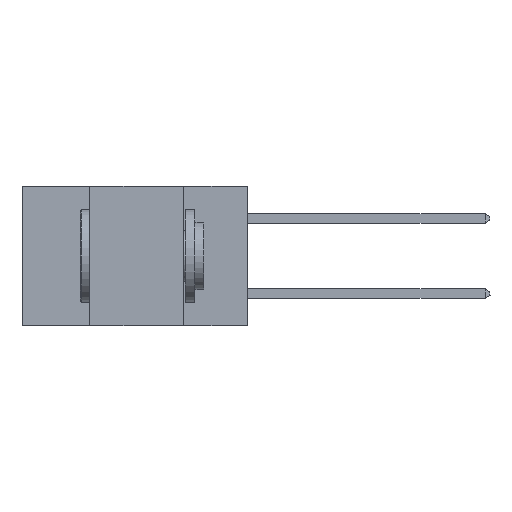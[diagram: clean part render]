
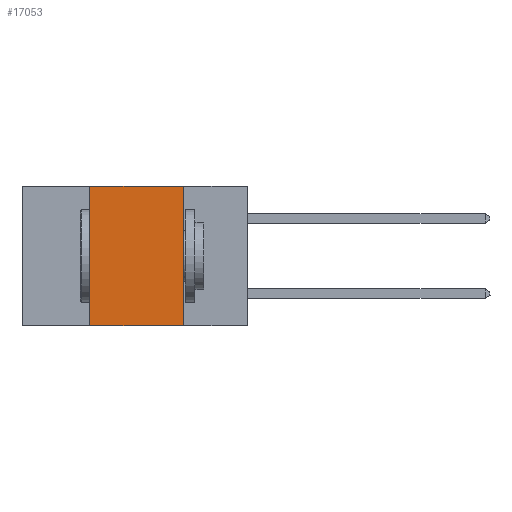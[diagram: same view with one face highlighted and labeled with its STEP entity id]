
A CAD part, left-side view. The second image highlights one B-rep face of the part: STEP entity #17053.
In plain terms, the highlighted planar face has unit normal (-1, 0, 0).
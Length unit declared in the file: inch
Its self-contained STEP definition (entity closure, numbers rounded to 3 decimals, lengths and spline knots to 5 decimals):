
#448 = PLANE ( 'NONE',  #8208 ) ;
#480 = EDGE_CURVE ( 'NONE', #19409, #13046, #18862, .T. ) ;
#1238 = CARTESIAN_POINT ( 'NONE',  ( 0., 0.17, 0. ) ) ;
#3063 = DIRECTION ( 'NONE',  ( 0., -1., 0. ) ) ;
#3671 = FACE_OUTER_BOUND ( 'NONE', #8127, .T. ) ;
#4431 = CARTESIAN_POINT ( 'NONE',  ( 0., 0.6, 0. ) ) ;
#4468 = LINE ( 'NONE', #6452, #9407 ) ;
#4510 = VERTEX_POINT ( 'NONE', #1238 ) ;
#4985 = CARTESIAN_POINT ( 'NONE',  ( 0., 0.42, 0. ) ) ;
#5374 = CARTESIAN_POINT ( 'NONE',  ( 0., 0.6, 0. ) ) ;
#5498 = ORIENTED_EDGE ( 'NONE', *, *, #10528, .F. ) ;
#5600 = LINE ( 'NONE', #4431, #16697 ) ;
#6233 = EDGE_CURVE ( 'NONE', #19409, #16389, #15495, .T. ) ;
#6288 = VECTOR ( 'NONE', #16828, 39.37008 ) ;
#6452 = CARTESIAN_POINT ( 'NONE',  ( 0., 0.17, 0. ) ) ;
#6901 = ORIENTED_EDGE ( 'NONE', *, *, #13550, .F. ) ;
#8127 = EDGE_LOOP ( 'NONE', ( #5498, #6901, #8185, #15861 ) ) ;
#8185 = ORIENTED_EDGE ( 'NONE', *, *, #480, .F. ) ;
#8208 = AXIS2_PLACEMENT_3D ( 'NONE', #5374, #19384, #19452 ) ;
#8967 = CARTESIAN_POINT ( 'NONE',  ( 0., 0.42, 0. ) ) ;
#9407 = VECTOR ( 'NONE', #10943, 39.37008 ) ;
#10528 = EDGE_CURVE ( 'NONE', #4510, #16389, #4468, .T. ) ;
#10943 = DIRECTION ( 'NONE',  ( 0., 0., -1. ) ) ;
#11432 = CARTESIAN_POINT ( 'NONE',  ( 0., 0.17, -0.37 ) ) ;
#11448 = CARTESIAN_POINT ( 'NONE',  ( 0., 0.42, -0.37 ) ) ;
#12492 = DIRECTION ( 'NONE',  ( 0., -1., 0. ) ) ;
#12518 = CARTESIAN_POINT ( 'NONE',  ( 0., 0.6, -0.37 ) ) ;
#13046 = VERTEX_POINT ( 'NONE', #4985 ) ;
#13550 = EDGE_CURVE ( 'NONE', #13046, #4510, #5600, .T. ) ;
#15495 = LINE ( 'NONE', #12518, #17975 ) ;
#15861 = ORIENTED_EDGE ( 'NONE', *, *, #6233, .T. ) ;
#16389 = VERTEX_POINT ( 'NONE', #11432 ) ;
#16697 = VECTOR ( 'NONE', #12492, 39.37008 ) ;
#16828 = DIRECTION ( 'NONE',  ( 0., 0., 1. ) ) ;
#17053 = ADVANCED_FACE ( 'NONE', ( #3671 ), #448, .F. ) ;
#17975 = VECTOR ( 'NONE', #3063, 39.37008 ) ;
#18862 = LINE ( 'NONE', #8967, #6288 ) ;
#19384 = DIRECTION ( 'NONE',  ( 1., 0., 0. ) ) ;
#19409 = VERTEX_POINT ( 'NONE', #11448 ) ;
#19452 = DIRECTION ( 'NONE',  ( 0., 0., -1. ) ) ;
